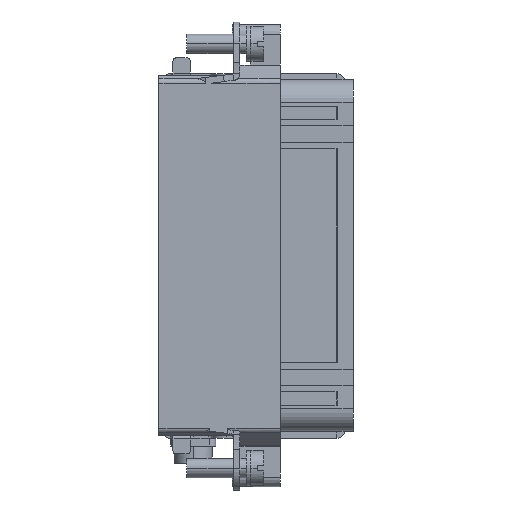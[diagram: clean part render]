
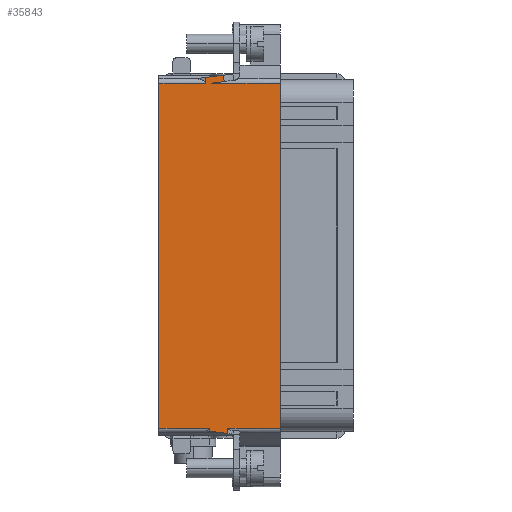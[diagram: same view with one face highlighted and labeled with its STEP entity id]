
A CAD part, front view. The second image highlights one B-rep face of the part: STEP entity #35843.
In plain terms, the highlighted planar face has unit normal (0, -1, 0).
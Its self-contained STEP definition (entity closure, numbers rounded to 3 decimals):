
#5428=DIRECTION('',(-1.,0.,0.));
#5429=VECTOR('',#5428,7.866);
#5430=CARTESIAN_POINT('',(-29.09,-11.3,-26.832));
#5431=LINE('',#5430,#5429);
#5432=DIRECTION('',(1.,0.,0.));
#5433=VECTOR('',#5432,8.17);
#5434=CARTESIAN_POINT('',(-26.22,-11.3,-26.832));
#5435=LINE('',#5434,#5433);
#5436=CARTESIAN_POINT('',(-29.09,-11.3,-26.832));
#5442=DIRECTION('',(-1.,0.,0.));
#5443=VECTOR('',#5442,7.31);
#5444=CARTESIAN_POINT('',(-29.646,-11.3,
26.834));
#5445=LINE('',#5444,#5443);
#5446=DIRECTION('',(0.122,0.,-0.993));
#5447=VECTOR('',#5446,1.);
#5448=CARTESIAN_POINT('',(-26.923,-11.302,
28.067));
#5449=LINE('',#5448,#5447);
#5450=DIRECTION('',(0.,0.,-1.));
#5451=VECTOR('',#5450,53.665);
#5452=CARTESIAN_POINT('',(-18.05,-11.3,26.832));
#5453=LINE('',#5452,#5451);
#5454=DIRECTION('',(0.121,0.,0.993));
#5455=VECTOR('',#5454,0.474);
#5456=CARTESIAN_POINT('',(-29.147,-11.3,
-27.303));
#5457=LINE('',#5456,#5455);
#5462=DIRECTION('',(-1.,0.,0.));
#5463=VECTOR('',#5462,10.719);
#5464=CARTESIAN_POINT('',(-18.05,-11.3,26.832));
#5465=LINE('',#5464,#5463);
#5474=CARTESIAN_POINT('',(-29.748,-11.302,
27.72));
#5475=CARTESIAN_POINT('',(-29.712,-11.302,
27.426));
#5476=CARTESIAN_POINT('',(-29.682,-11.3,
27.128));
#5477=CARTESIAN_POINT('',(-29.646,-11.3,
26.834));
#5490=CARTESIAN_POINT('',(-29.646,-11.3,
26.834));
#5668=DIRECTION('',(0.,0.,-1.));
#5669=VECTOR('',#5668,53.665);
#5670=CARTESIAN_POINT('',(-36.956,-11.3,26.832));
#5671=LINE('',#5670,#5669);
#8425=DIRECTION('',(0.993,0.,-0.122));
#8426=VECTOR('',#8425,2.846);
#8427=CARTESIAN_POINT('',(-29.147,-11.3,
-27.303));
#8428=LINE('',#8427,#8426);
#8442=CARTESIAN_POINT('',(-26.22,-11.3,-26.832));
#8459=DIRECTION('',(0.123,0.,0.992));
#8460=VECTOR('',#8459,0.824);
#8461=CARTESIAN_POINT('',(-26.322,-11.3,
-27.65));
#8462=LINE('',#8461,#8460);
#10341=DIRECTION('',(-0.993,0.,-0.122));
#10342=VECTOR('',#10341,2.846);
#10343=CARTESIAN_POINT('',(-26.923,-11.302,
28.067));
#10344=LINE('',#10343,#10342);
#10409=CARTESIAN_POINT('',(-28.769,-11.3,
26.832));
#10411=DIRECTION('',(-0.993,0.001,-0.122));
#10412=VECTOR('',#10411,1.982);
#10413=CARTESIAN_POINT('',(-26.802,-11.301,
27.074));
#10414=LINE('',#10413,#10412);
#23107=CARTESIAN_POINT('',(-18.05,-11.3,-26.832));
#23108=VERTEX_POINT('',#23107);
#23169=CARTESIAN_POINT('',(-18.05,-11.3,26.832));
#23170=VERTEX_POINT('',#23169);
#23825=CARTESIAN_POINT('',(-29.147,-11.3,
-27.303));
#23826=CARTESIAN_POINT('',(-26.322,-11.3,
-27.65));
#23827=VERTEX_POINT('',#23825);
#23828=VERTEX_POINT('',#23826);
#24117=CARTESIAN_POINT('',(-26.923,-11.302,
28.067));
#24118=CARTESIAN_POINT('',(-29.748,-11.302,
27.72));
#24119=VERTEX_POINT('',#24117);
#24120=VERTEX_POINT('',#24118);
#24233=CARTESIAN_POINT('',(-26.802,-11.301,
27.074));
#24234=VERTEX_POINT('',#24233);
#24989=CARTESIAN_POINT('',(-36.956,-11.3,26.832));
#24990=CARTESIAN_POINT('',(-36.956,-11.3,-26.832));
#24991=VERTEX_POINT('',#24989);
#24992=VERTEX_POINT('',#24990);
#25151=VERTEX_POINT('',#5436);
#25153=VERTEX_POINT('',#8442);
#25223=VERTEX_POINT('',#5490);
#25288=VERTEX_POINT('',#10409);
#35814=CARTESIAN_POINT('',(-4.05,-11.3,-27.296));
#35815=DIRECTION('',(0.,-1.,0.));
#35816=DIRECTION('',(0.,0.,1.));
#35817=AXIS2_PLACEMENT_3D('',#35814,#35815,#35816);
#35818=PLANE('',#35817);
#35820=ORIENTED_EDGE('',*,*,#35819,.F.);
#35822=ORIENTED_EDGE('',*,*,#35821,.F.);
#35824=ORIENTED_EDGE('',*,*,#35823,.F.);
#35826=ORIENTED_EDGE('',*,*,#35825,.T.);
#35828=ORIENTED_EDGE('',*,*,#35827,.T.);
#35830=ORIENTED_EDGE('',*,*,#35829,.F.);
#35831=ORIENTED_EDGE('',*,*,#30735,.T.);
#35832=ORIENTED_EDGE('',*,*,#35795,.F.);
#35834=ORIENTED_EDGE('',*,*,#35833,.F.);
#35836=ORIENTED_EDGE('',*,*,#35835,.F.);
#35837=ORIENTED_EDGE('',*,*,#35807,.T.);
#35838=ORIENTED_EDGE('',*,*,#35778,.T.);
#35840=ORIENTED_EDGE('',*,*,#35839,.F.);
#35841=EDGE_LOOP('',(#35820,#35822,#35824,#35826,#35828,#35830,#35831,#35832,
#35834,#35836,#35837,#35838,#35840));
#35842=FACE_OUTER_BOUND('',#35841,.F.);
#35843=ADVANCED_FACE('',(#35842),#35818,.T.);
#5478=B_SPLINE_CURVE_WITH_KNOTS('',3,(#5474,#5475,#5476,#5477),.UNSPECIFIED.,
.F.,.F.,(4,4),(0.,1.),.UNSPECIFIED.);
#30735=EDGE_CURVE('',#23170,#23108,#5453,.T.);
#35778=EDGE_CURVE('',#25151,#24992,#5431,.T.);
#35795=EDGE_CURVE('',#25153,#23108,#5435,.T.);
#35807=EDGE_CURVE('',#23827,#25151,#5457,.T.);
#35819=EDGE_CURVE('',#25223,#24991,#5445,.T.);
#35821=EDGE_CURVE('',#24120,#25223,#5478,.T.);
#35823=EDGE_CURVE('',#24119,#24120,#10344,.T.);
#35825=EDGE_CURVE('',#24119,#24234,#5449,.T.);
#35827=EDGE_CURVE('',#24234,#25288,#10414,.T.);
#35829=EDGE_CURVE('',#23170,#25288,#5465,.T.);
#35833=EDGE_CURVE('',#23828,#25153,#8462,.T.);
#35835=EDGE_CURVE('',#23827,#23828,#8428,.T.);
#35839=EDGE_CURVE('',#24991,#24992,#5671,.T.);
